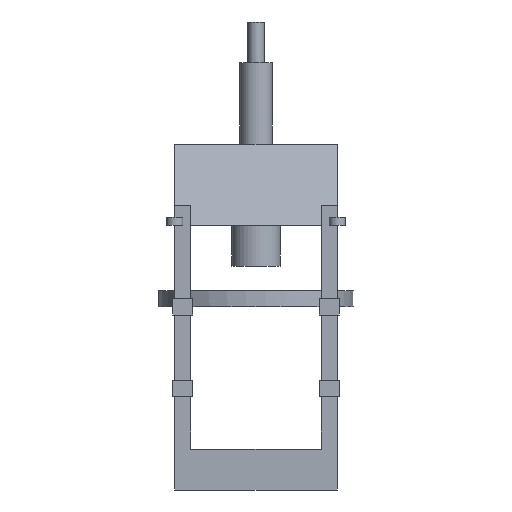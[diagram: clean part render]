
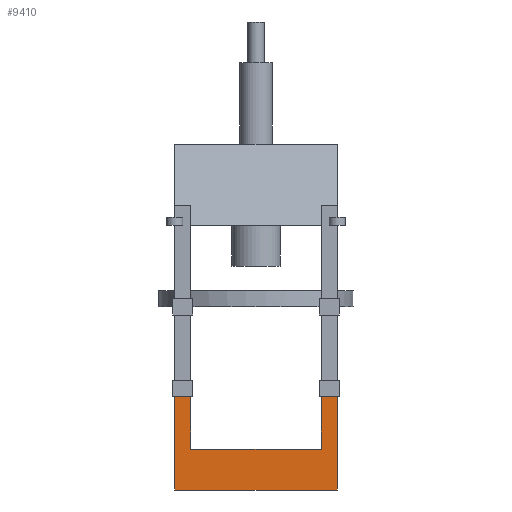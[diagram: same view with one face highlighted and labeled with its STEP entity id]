
A CAD part, left-side view. The second image highlights one B-rep face of the part: STEP entity #9410.
In plain terms, the highlighted planar face has unit normal (-1, 0, 0).
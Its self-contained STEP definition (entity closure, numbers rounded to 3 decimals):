
#8186 = PLANE('',#8187);
#8187 = AXIS2_PLACEMENT_3D('',#8188,#8189,#8190);
#8188 = CARTESIAN_POINT('',(-10.25,-10.25,9.));
#8189 = DIRECTION('',(0.,0.,1.));
#8190 = DIRECTION('',(1.,0.,0.));
#8797 = EDGE_CURVE('',#8798,#8800,#8802,.T.);
#8798 = VERTEX_POINT('',#8799);
#8799 = CARTESIAN_POINT('',(-10.,-8.,9.));
#8800 = VERTEX_POINT('',#8801);
#8801 = CARTESIAN_POINT('',(-10.,-10.,9.));
#8802 = SURFACE_CURVE('',#8803,(#8807,#8813),.PCURVE_S1.);
#8803 = LINE('',#8804,#8805);
#8804 = CARTESIAN_POINT('',(-10.,-10.125,9.));
#8805 = VECTOR('',#8806,1.);
#8806 = DIRECTION('',(0.,-1.,0.));
#8807 = PCURVE('',#8186,#8808);
#8808 = DEFINITIONAL_REPRESENTATION('',(#8809),#8812);
#8809 = B_SPLINE_CURVE_WITH_KNOTS('',1,(#8810,#8811),.UNSPECIFIED.,.F.,
  .F.,(2,2),(-2.375,-0.125),.PIECEWISE_BEZIER_KNOTS.);
#8810 = CARTESIAN_POINT('',(0.25,2.5));
#8811 = CARTESIAN_POINT('',(0.25,0.25));
#8812 = ( GEOMETRIC_REPRESENTATION_CONTEXT(2) 
PARAMETRIC_REPRESENTATION_CONTEXT() REPRESENTATION_CONTEXT('2D SPACE',''
  ) );
#8813 = PCURVE('',#8814,#8819);
#8814 = PLANE('',#8815);
#8815 = AXIS2_PLACEMENT_3D('',#8816,#8817,#8818);
#8816 = CARTESIAN_POINT('',(-10.,-10.,-2.5));
#8817 = DIRECTION('',(1.,0.,0.));
#8818 = DIRECTION('',(0.,0.,1.));
#8819 = DEFINITIONAL_REPRESENTATION('',(#8820),#8823);
#8820 = B_SPLINE_CURVE_WITH_KNOTS('',1,(#8821,#8822),.UNSPECIFIED.,.F.,
  .F.,(2,2),(-2.375,-0.125),.PIECEWISE_BEZIER_KNOTS.);
#8821 = CARTESIAN_POINT('',(11.5,-2.25));
#8822 = CARTESIAN_POINT('',(11.5,0.));
#8823 = ( GEOMETRIC_REPRESENTATION_CONTEXT(2) 
PARAMETRIC_REPRESENTATION_CONTEXT() REPRESENTATION_CONTEXT('2D SPACE',''
  ) );
#8840 = PLANE('',#8841);
#8841 = AXIS2_PLACEMENT_3D('',#8842,#8843,#8844);
#8842 = CARTESIAN_POINT('',(-10.,-8.,2.5));
#8843 = DIRECTION('',(0.,1.,0.));
#8844 = DIRECTION('',(0.,0.,1.));
#8890 = PLANE('',#8891);
#8891 = AXIS2_PLACEMENT_3D('',#8892,#8893,#8894);
#8892 = CARTESIAN_POINT('',(-10.,-10.,-2.5));
#8893 = DIRECTION('',(0.,1.,0.));
#8894 = DIRECTION('',(0.,0.,1.));
#8943 = PLANE('',#8944);
#8944 = AXIS2_PLACEMENT_3D('',#8945,#8946,#8947);
#8945 = CARTESIAN_POINT('',(-10.25,7.75,9.));
#8946 = DIRECTION('',(0.,0.,1.));
#8947 = DIRECTION('',(1.,0.,0.));
#9410 = ADVANCED_FACE('',(#9411),#8814,.F.);
#9411 = FACE_BOUND('',#9412,.F.);
#9412 = EDGE_LOOP('',(#9413,#9436,#9464,#9492,#9513,#9541,#9569,#9590));
#9413 = ORIENTED_EDGE('',*,*,#9414,.F.);
#9414 = EDGE_CURVE('',#9415,#8800,#9417,.T.);
#9415 = VERTEX_POINT('',#9416);
#9416 = CARTESIAN_POINT('',(-10.,-10.,-2.5));
#9417 = SURFACE_CURVE('',#9418,(#9422,#9429),.PCURVE_S1.);
#9418 = LINE('',#9419,#9420);
#9419 = CARTESIAN_POINT('',(-10.,-10.,-2.5));
#9420 = VECTOR('',#9421,1.);
#9421 = DIRECTION('',(0.,0.,1.));
#9422 = PCURVE('',#8814,#9423);
#9423 = DEFINITIONAL_REPRESENTATION('',(#9424),#9428);
#9424 = LINE('',#9425,#9426);
#9425 = CARTESIAN_POINT('',(0.,0.));
#9426 = VECTOR('',#9427,1.);
#9427 = DIRECTION('',(1.,0.));
#9428 = ( GEOMETRIC_REPRESENTATION_CONTEXT(2) 
PARAMETRIC_REPRESENTATION_CONTEXT() REPRESENTATION_CONTEXT('2D SPACE',''
  ) );
#9429 = PCURVE('',#8890,#9430);
#9430 = DEFINITIONAL_REPRESENTATION('',(#9431),#9435);
#9431 = LINE('',#9432,#9433);
#9432 = CARTESIAN_POINT('',(0.,0.));
#9433 = VECTOR('',#9434,1.);
#9434 = DIRECTION('',(1.,0.));
#9435 = ( GEOMETRIC_REPRESENTATION_CONTEXT(2) 
PARAMETRIC_REPRESENTATION_CONTEXT() REPRESENTATION_CONTEXT('2D SPACE',''
  ) );
#9436 = ORIENTED_EDGE('',*,*,#9437,.T.);
#9437 = EDGE_CURVE('',#9415,#9438,#9440,.T.);
#9438 = VERTEX_POINT('',#9439);
#9439 = CARTESIAN_POINT('',(-10.,10.,-2.5));
#9440 = SURFACE_CURVE('',#9441,(#9445,#9452),.PCURVE_S1.);
#9441 = LINE('',#9442,#9443);
#9442 = CARTESIAN_POINT('',(-10.,-10.,-2.5));
#9443 = VECTOR('',#9444,1.);
#9444 = DIRECTION('',(0.,1.,0.));
#9445 = PCURVE('',#8814,#9446);
#9446 = DEFINITIONAL_REPRESENTATION('',(#9447),#9451);
#9447 = LINE('',#9448,#9449);
#9448 = CARTESIAN_POINT('',(0.,0.));
#9449 = VECTOR('',#9450,1.);
#9450 = DIRECTION('',(0.,-1.));
#9451 = ( GEOMETRIC_REPRESENTATION_CONTEXT(2) 
PARAMETRIC_REPRESENTATION_CONTEXT() REPRESENTATION_CONTEXT('2D SPACE',''
  ) );
#9452 = PCURVE('',#9453,#9458);
#9453 = PLANE('',#9454);
#9454 = AXIS2_PLACEMENT_3D('',#9455,#9456,#9457);
#9455 = CARTESIAN_POINT('',(-10.,-10.,-2.5));
#9456 = DIRECTION('',(0.,0.,1.));
#9457 = DIRECTION('',(1.,0.,0.));
#9458 = DEFINITIONAL_REPRESENTATION('',(#9459),#9463);
#9459 = LINE('',#9460,#9461);
#9460 = CARTESIAN_POINT('',(0.,0.));
#9461 = VECTOR('',#9462,1.);
#9462 = DIRECTION('',(0.,1.));
#9463 = ( GEOMETRIC_REPRESENTATION_CONTEXT(2) 
PARAMETRIC_REPRESENTATION_CONTEXT() REPRESENTATION_CONTEXT('2D SPACE',''
  ) );
#9464 = ORIENTED_EDGE('',*,*,#9465,.T.);
#9465 = EDGE_CURVE('',#9438,#9466,#9468,.T.);
#9466 = VERTEX_POINT('',#9467);
#9467 = CARTESIAN_POINT('',(-10.,10.,9.));
#9468 = SURFACE_CURVE('',#9469,(#9473,#9480),.PCURVE_S1.);
#9469 = LINE('',#9470,#9471);
#9470 = CARTESIAN_POINT('',(-10.,10.,-2.5));
#9471 = VECTOR('',#9472,1.);
#9472 = DIRECTION('',(0.,0.,1.));
#9473 = PCURVE('',#8814,#9474);
#9474 = DEFINITIONAL_REPRESENTATION('',(#9475),#9479);
#9475 = LINE('',#9476,#9477);
#9476 = CARTESIAN_POINT('',(0.,-20.));
#9477 = VECTOR('',#9478,1.);
#9478 = DIRECTION('',(1.,0.));
#9479 = ( GEOMETRIC_REPRESENTATION_CONTEXT(2) 
PARAMETRIC_REPRESENTATION_CONTEXT() REPRESENTATION_CONTEXT('2D SPACE',''
  ) );
#9480 = PCURVE('',#9481,#9486);
#9481 = PLANE('',#9482);
#9482 = AXIS2_PLACEMENT_3D('',#9483,#9484,#9485);
#9483 = CARTESIAN_POINT('',(-10.,10.,-2.5));
#9484 = DIRECTION('',(0.,1.,0.));
#9485 = DIRECTION('',(0.,0.,1.));
#9486 = DEFINITIONAL_REPRESENTATION('',(#9487),#9491);
#9487 = LINE('',#9488,#9489);
#9488 = CARTESIAN_POINT('',(0.,0.));
#9489 = VECTOR('',#9490,1.);
#9490 = DIRECTION('',(1.,0.));
#9491 = ( GEOMETRIC_REPRESENTATION_CONTEXT(2) 
PARAMETRIC_REPRESENTATION_CONTEXT() REPRESENTATION_CONTEXT('2D SPACE',''
  ) );
#9492 = ORIENTED_EDGE('',*,*,#9493,.T.);
#9493 = EDGE_CURVE('',#9466,#9494,#9496,.T.);
#9494 = VERTEX_POINT('',#9495);
#9495 = CARTESIAN_POINT('',(-10.,8.,9.));
#9496 = SURFACE_CURVE('',#9497,(#9501,#9507),.PCURVE_S1.);
#9497 = LINE('',#9498,#9499);
#9498 = CARTESIAN_POINT('',(-10.,-1.125,9.));
#9499 = VECTOR('',#9500,1.);
#9500 = DIRECTION('',(0.,-1.,0.));
#9501 = PCURVE('',#8814,#9502);
#9502 = DEFINITIONAL_REPRESENTATION('',(#9503),#9506);
#9503 = B_SPLINE_CURVE_WITH_KNOTS('',1,(#9504,#9505),.UNSPECIFIED.,.F.,
  .F.,(2,2),(-11.125,-8.875),.PIECEWISE_BEZIER_KNOTS.);
#9504 = CARTESIAN_POINT('',(11.5,-20.));
#9505 = CARTESIAN_POINT('',(11.5,-17.75));
#9506 = ( GEOMETRIC_REPRESENTATION_CONTEXT(2) 
PARAMETRIC_REPRESENTATION_CONTEXT() REPRESENTATION_CONTEXT('2D SPACE',''
  ) );
#9507 = PCURVE('',#8943,#9508);
#9508 = DEFINITIONAL_REPRESENTATION('',(#9509),#9512);
#9509 = B_SPLINE_CURVE_WITH_KNOTS('',1,(#9510,#9511),.UNSPECIFIED.,.F.,
  .F.,(2,2),(-11.125,-8.875),.PIECEWISE_BEZIER_KNOTS.);
#9510 = CARTESIAN_POINT('',(0.25,2.25));
#9511 = CARTESIAN_POINT('',(0.25,0.));
#9512 = ( GEOMETRIC_REPRESENTATION_CONTEXT(2) 
PARAMETRIC_REPRESENTATION_CONTEXT() REPRESENTATION_CONTEXT('2D SPACE',''
  ) );
#9513 = ORIENTED_EDGE('',*,*,#9514,.F.);
#9514 = EDGE_CURVE('',#9515,#9494,#9517,.T.);
#9515 = VERTEX_POINT('',#9516);
#9516 = CARTESIAN_POINT('',(-10.,8.,2.5));
#9517 = SURFACE_CURVE('',#9518,(#9522,#9529),.PCURVE_S1.);
#9518 = LINE('',#9519,#9520);
#9519 = CARTESIAN_POINT('',(-10.,8.,2.5));
#9520 = VECTOR('',#9521,1.);
#9521 = DIRECTION('',(0.,0.,1.));
#9522 = PCURVE('',#8814,#9523);
#9523 = DEFINITIONAL_REPRESENTATION('',(#9524),#9528);
#9524 = LINE('',#9525,#9526);
#9525 = CARTESIAN_POINT('',(5.,-18.));
#9526 = VECTOR('',#9527,1.);
#9527 = DIRECTION('',(1.,0.));
#9528 = ( GEOMETRIC_REPRESENTATION_CONTEXT(2) 
PARAMETRIC_REPRESENTATION_CONTEXT() REPRESENTATION_CONTEXT('2D SPACE',''
  ) );
#9529 = PCURVE('',#9530,#9535);
#9530 = PLANE('',#9531);
#9531 = AXIS2_PLACEMENT_3D('',#9532,#9533,#9534);
#9532 = CARTESIAN_POINT('',(-10.,8.,2.5));
#9533 = DIRECTION('',(0.,1.,0.));
#9534 = DIRECTION('',(0.,0.,1.));
#9535 = DEFINITIONAL_REPRESENTATION('',(#9536),#9540);
#9536 = LINE('',#9537,#9538);
#9537 = CARTESIAN_POINT('',(0.,0.));
#9538 = VECTOR('',#9539,1.);
#9539 = DIRECTION('',(1.,0.));
#9540 = ( GEOMETRIC_REPRESENTATION_CONTEXT(2) 
PARAMETRIC_REPRESENTATION_CONTEXT() REPRESENTATION_CONTEXT('2D SPACE',''
  ) );
#9541 = ORIENTED_EDGE('',*,*,#9542,.F.);
#9542 = EDGE_CURVE('',#9543,#9515,#9545,.T.);
#9543 = VERTEX_POINT('',#9544);
#9544 = CARTESIAN_POINT('',(-10.,-8.,2.5));
#9545 = SURFACE_CURVE('',#9546,(#9550,#9557),.PCURVE_S1.);
#9546 = LINE('',#9547,#9548);
#9547 = CARTESIAN_POINT('',(-10.,-10.,2.5));
#9548 = VECTOR('',#9549,1.);
#9549 = DIRECTION('',(0.,1.,0.));
#9550 = PCURVE('',#8814,#9551);
#9551 = DEFINITIONAL_REPRESENTATION('',(#9552),#9556);
#9552 = LINE('',#9553,#9554);
#9553 = CARTESIAN_POINT('',(5.,0.));
#9554 = VECTOR('',#9555,1.);
#9555 = DIRECTION('',(0.,-1.));
#9556 = ( GEOMETRIC_REPRESENTATION_CONTEXT(2) 
PARAMETRIC_REPRESENTATION_CONTEXT() REPRESENTATION_CONTEXT('2D SPACE',''
  ) );
#9557 = PCURVE('',#9558,#9563);
#9558 = PLANE('',#9559);
#9559 = AXIS2_PLACEMENT_3D('',#9560,#9561,#9562);
#9560 = CARTESIAN_POINT('',(-10.,-10.,2.5));
#9561 = DIRECTION('',(0.,0.,1.));
#9562 = DIRECTION('',(1.,0.,0.));
#9563 = DEFINITIONAL_REPRESENTATION('',(#9564),#9568);
#9564 = LINE('',#9565,#9566);
#9565 = CARTESIAN_POINT('',(0.,0.));
#9566 = VECTOR('',#9567,1.);
#9567 = DIRECTION('',(0.,1.));
#9568 = ( GEOMETRIC_REPRESENTATION_CONTEXT(2) 
PARAMETRIC_REPRESENTATION_CONTEXT() REPRESENTATION_CONTEXT('2D SPACE',''
  ) );
#9569 = ORIENTED_EDGE('',*,*,#9570,.T.);
#9570 = EDGE_CURVE('',#9543,#8798,#9571,.T.);
#9571 = SURFACE_CURVE('',#9572,(#9576,#9583),.PCURVE_S1.);
#9572 = LINE('',#9573,#9574);
#9573 = CARTESIAN_POINT('',(-10.,-8.,2.5));
#9574 = VECTOR('',#9575,1.);
#9575 = DIRECTION('',(0.,0.,1.));
#9576 = PCURVE('',#8814,#9577);
#9577 = DEFINITIONAL_REPRESENTATION('',(#9578),#9582);
#9578 = LINE('',#9579,#9580);
#9579 = CARTESIAN_POINT('',(5.,-2.));
#9580 = VECTOR('',#9581,1.);
#9581 = DIRECTION('',(1.,0.));
#9582 = ( GEOMETRIC_REPRESENTATION_CONTEXT(2) 
PARAMETRIC_REPRESENTATION_CONTEXT() REPRESENTATION_CONTEXT('2D SPACE',''
  ) );
#9583 = PCURVE('',#8840,#9584);
#9584 = DEFINITIONAL_REPRESENTATION('',(#9585),#9589);
#9585 = LINE('',#9586,#9587);
#9586 = CARTESIAN_POINT('',(0.,0.));
#9587 = VECTOR('',#9588,1.);
#9588 = DIRECTION('',(1.,0.));
#9589 = ( GEOMETRIC_REPRESENTATION_CONTEXT(2) 
PARAMETRIC_REPRESENTATION_CONTEXT() REPRESENTATION_CONTEXT('2D SPACE',''
  ) );
#9590 = ORIENTED_EDGE('',*,*,#8797,.T.);
